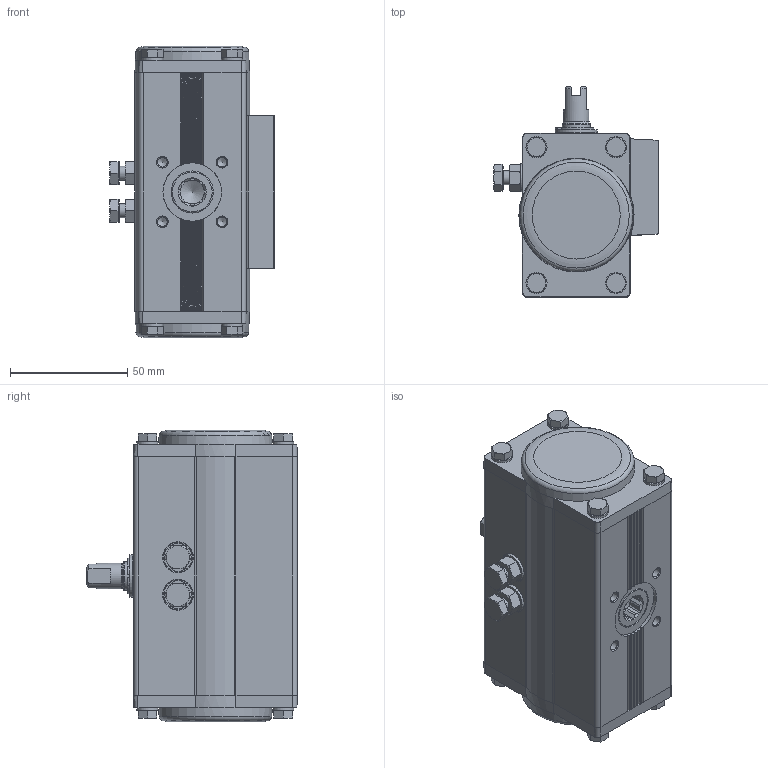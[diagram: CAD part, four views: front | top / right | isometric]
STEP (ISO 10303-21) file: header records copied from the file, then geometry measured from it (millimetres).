
FILE_DESCRIPTION(/* description */ ('STEP AP214'),/* implementation_level */ '2;1');
FILE_NAME(/* name */ '8066406_DFPD-N-10-RP-90-RD-F03-R3-EP',/* time_stamp */ '2024-08-15T18:55:00+02:00',/* author */ ('License CC BY-ND 4.0'),/* organization */ ('CADENAS'),/* preprocessor_version */ 'ST-DEVELOPER v19.3',/* originating_system */ 'PARTsolutions',/* authorisation */ ' ');
FILE_SCHEMA (('AUTOMOTIVE_DESIGN {1 0 10303 214 3 1 1}'));
Length unit declared in the file: millimetre
Products named in the file (6): 8066406 DFPD-N-10-RP-90-RD-F03-R3-EP---(90); 8042184 DFPD-N-10-90-RD-F03-------(housing); 8042184 DFPD-10(F03_90)---(shaft); 3637777 SCHEIBE 6.2X12X1.5-1.4301; 3635967 DFPD-10; DIN 934 - M6(F)
Assembly tree (8 placements, depth 2):
  8066406 DFPD-N-10-RP-90-RD-F03-R3-EP---(90)
    8042184 DFPD-N-10-90-RD-F03-------(housing)
    8042184 DFPD-10(F03_90)---(shaft)
    3637777 SCHEIBE 6.2X12X1.5-1.4301  x2
    3635967 DFPD-10  x2
    DIN 934 - M6(F)  x2
Bounding box: 70.2 x 90 x 124.7 mm (x, y, z)
Volume: 416922.2 mm3; surface area: 55512.6 mm2
Topology: 8 solids, 8 shells, 670 faces, 1555 edges, 961 vertices
Faces by surface type: plane 368, cone 142, cylinder 134, torus 24, sphere 2
Full cylindrical faces by diameter (mm): 1.7 x2, 4 x2, 4.134 x12, 4.917 x5, 6 x2, 6.2 x2, 8.5 x2, 9 x10, 10 x4, 10.9 x1, 12 x5, 12.6 x1, 13 x3, 14 x2, 17.5 x2, 18 x4, 19 x1, 25 x1
Entity records: 17325 total; most frequent: CARTESIAN_POINT 3524, DIRECTION 2839, ORIENTED_EDGE 2620, EDGE_CURVE 1310, AXIS2_PLACEMENT_3D 1110, VERTEX_POINT 889, FACE_BOUND 839, EDGE_LOOP 829
